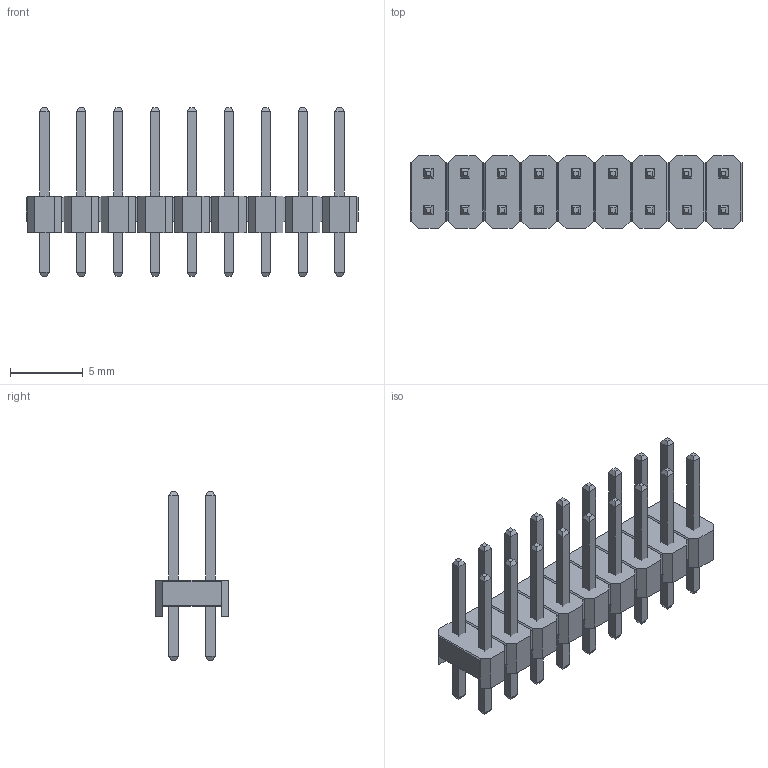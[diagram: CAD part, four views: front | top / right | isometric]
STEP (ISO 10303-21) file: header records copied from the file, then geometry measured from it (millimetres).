
FILE_DESCRIPTION(('STEP AP214'), '1');
FILE_NAME('DS1021-1x5SF11', '2017-07-09T05:27:26', ('Nobody'), (''), 'ASCON STEP Converter 1.3', 'ASCON Math Kernel', '');
FILE_SCHEMA(('AUTOMOTIVE_DESIGN { 1 0 10303 214 3 1 1}'));
Length unit declared in the file: millimetre
Assembly tree (19 placements, depth 2):
  (unnamed)
    (unnamed)
    (unnamed)  x18
Bounding box: 22.86 x 5 x 11.6 mm (x, y, z)
Volume: 290 mm3; surface area: 929.9 mm2
Topology: 19 solids, 19 shells, 418 faces, 888 edges, 508 vertices
Faces by surface type: plane 418
Entity records: 6825 total; most frequent: CARTESIAN_POINT 848, ORIENTED_EDGE 824, DIRECTION 812, EDGE_CURVE 412, LINE 412, VECTOR 412, VERTEX_POINT 236, AXIS2_PLACEMENT_3D 200
